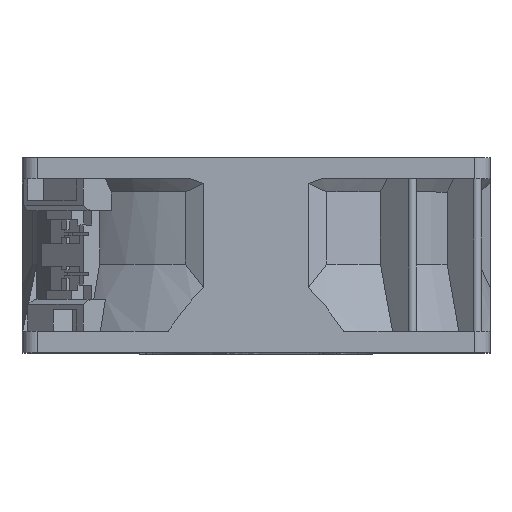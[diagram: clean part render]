
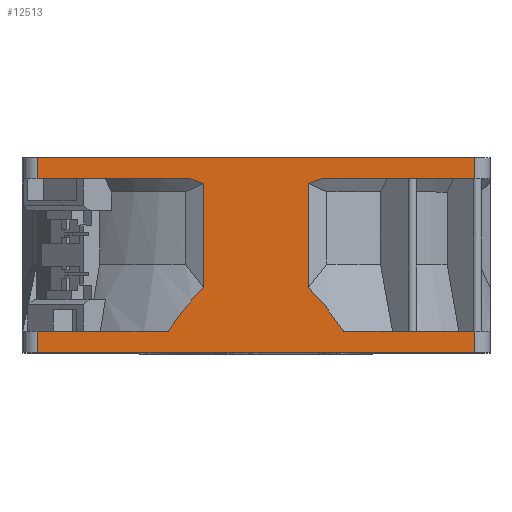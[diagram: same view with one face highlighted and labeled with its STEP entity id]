
A CAD part, top view. The second image highlights one B-rep face of the part: STEP entity #12513.
In plain terms, the highlighted planar face has unit normal (0, 0, 1).
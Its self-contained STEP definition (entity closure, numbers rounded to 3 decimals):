
#1441=DIRECTION('',(1.,0.,0.));
#1442=VECTOR('',#1441,86.);
#1443=CARTESIAN_POINT('',(-43.,20.75,46.));
#1444=LINE('',#1443,#1442);
#1445=DIRECTION('',(-1.,0.,0.));
#1446=VECTOR('',#1445,30.147);
#1447=CARTESIAN_POINT('',(43.,16.6,46.));
#1448=LINE('',#1447,#1446);
#1449=DIRECTION('',(1.,0.,0.));
#1450=VECTOR('',#1449,25.752);
#1451=CARTESIAN_POINT('',(17.248,-13.4,46.));
#1452=LINE('',#1451,#1450);
#1453=DIRECTION('',(-1.,0.,0.));
#1454=VECTOR('',#1453,86.);
#1455=CARTESIAN_POINT('',(43.,-17.55,46.));
#1456=LINE('',#1455,#1454);
#1457=DIRECTION('',(1.,0.,0.));
#1458=VECTOR('',#1457,25.752);
#1459=CARTESIAN_POINT('',(-43.,-13.4,46.));
#1460=LINE('',#1459,#1458);
#1461=DIRECTION('',(-1.,0.,0.));
#1462=VECTOR('',#1461,30.147);
#1463=CARTESIAN_POINT('',(-12.853,16.6,46.));
#1464=LINE('',#1463,#1462);
#2225=DIRECTION('',(0.,1.,0.));
#2226=VECTOR('',#2225,4.15);
#2227=CARTESIAN_POINT('',(43.,16.6,46.));
#2228=LINE('',#2227,#2226);
#2333=DIRECTION('',(0.,-1.,0.));
#2334=VECTOR('',#2333,4.15);
#2335=CARTESIAN_POINT('',(-43.,20.75,46.));
#2336=LINE('',#2335,#2334);
#2836=CARTESIAN_POINT('',(-12.853,16.6,46.));
#2837=CARTESIAN_POINT('',(-12.56,16.481,46.));
#2838=CARTESIAN_POINT('',(-11.979,16.251,46.));
#2839=CARTESIAN_POINT('',(-11.117,15.932,46.));
#2840=CARTESIAN_POINT('',(-10.547,15.736,46.));
#2841=CARTESIAN_POINT('',(-10.263,15.642,46.));
#2855=DIRECTION('',(0.,1.,0.));
#2856=VECTOR('',#2855,20.466);
#2857=CARTESIAN_POINT('',(-10.263,-4.824,46.));
#2858=LINE('',#2857,#2856);
#2866=CARTESIAN_POINT('',(-10.263,-4.824,46.));
#2867=CARTESIAN_POINT('',(-11.046,-5.557,46.));
#2868=CARTESIAN_POINT('',(-12.604,-7.173,46.));
#2869=CARTESIAN_POINT('',(-14.93,-10.041,46.));
#2870=CARTESIAN_POINT('',(-16.475,-12.234,46.));
#2871=CARTESIAN_POINT('',(-17.248,-13.4,46.));
#5826=DIRECTION('',(0.,-1.,0.));
#5827=VECTOR('',#5826,4.15);
#5828=CARTESIAN_POINT('',(-43.,-13.4,46.));
#5829=LINE('',#5828,#5827);
#6740=DIRECTION('',(0.,1.,0.));
#6741=VECTOR('',#6740,4.15);
#6742=CARTESIAN_POINT('',(43.,-17.55,46.));
#6743=LINE('',#6742,#6741);
#6809=CARTESIAN_POINT('',(17.248,-13.4,46.));
#6810=CARTESIAN_POINT('',(16.475,-12.234,46.));
#6811=CARTESIAN_POINT('',(14.93,-10.041,46.));
#6812=CARTESIAN_POINT('',(12.605,-7.174,46.));
#6813=CARTESIAN_POINT('',(11.047,-5.557,46.));
#6814=CARTESIAN_POINT('',(10.263,-4.824,46.));
#6835=DIRECTION('',(0.,1.,0.));
#6836=VECTOR('',#6835,20.466);
#6837=CARTESIAN_POINT('',(10.263,-4.824,46.));
#6838=LINE('',#6837,#6836);
#6846=CARTESIAN_POINT('',(10.263,15.642,46.));
#6847=CARTESIAN_POINT('',(10.547,15.736,46.));
#6848=CARTESIAN_POINT('',(11.117,15.932,46.));
#6849=CARTESIAN_POINT('',(11.979,16.251,46.));
#6850=CARTESIAN_POINT('',(12.56,16.481,46.));
#6851=CARTESIAN_POINT('',(12.853,16.6,46.));
#9132=CARTESIAN_POINT('',(-43.,-17.55,46.));
#9134=VERTEX_POINT('',#9132);
#9135=CARTESIAN_POINT('',(43.,-17.55,46.));
#9137=VERTEX_POINT('',#9135);
#9286=CARTESIAN_POINT('',(43.,-13.4,46.));
#9288=VERTEX_POINT('',#9286);
#9289=CARTESIAN_POINT('',(-43.,-13.4,46.));
#9291=VERTEX_POINT('',#9289);
#9400=CARTESIAN_POINT('',(43.,20.75,46.));
#9402=VERTEX_POINT('',#9400);
#9403=CARTESIAN_POINT('',(-43.,20.75,46.));
#9405=VERTEX_POINT('',#9403);
#9554=CARTESIAN_POINT('',(-43.,16.6,46.));
#9556=VERTEX_POINT('',#9554);
#9557=CARTESIAN_POINT('',(43.,16.6,46.));
#9559=VERTEX_POINT('',#9557);
#10578=VERTEX_POINT('',#6846);
#10579=VERTEX_POINT('',#6851);
#10586=VERTEX_POINT('',#2836);
#10587=VERTEX_POINT('',#2841);
#10594=VERTEX_POINT('',#6809);
#10595=VERTEX_POINT('',#6814);
#10602=VERTEX_POINT('',#2866);
#10603=VERTEX_POINT('',#2871);
#12477=CARTESIAN_POINT('',(25.,-17.55,46.));
#12478=DIRECTION('',(0.,0.,-1.));
#12479=DIRECTION('',(1.,0.,0.));
#12480=AXIS2_PLACEMENT_3D('',#12477,#12478,#12479);
#12481=PLANE('',#12480);
#12483=ORIENTED_EDGE('',*,*,#12482,.T.);
#12485=ORIENTED_EDGE('',*,*,#12484,.F.);
#12487=ORIENTED_EDGE('',*,*,#12486,.T.);
#12489=ORIENTED_EDGE('',*,*,#12488,.F.);
#12491=ORIENTED_EDGE('',*,*,#12490,.F.);
#12493=ORIENTED_EDGE('',*,*,#12492,.F.);
#12494=ORIENTED_EDGE('',*,*,#12228,.T.);
#12496=ORIENTED_EDGE('',*,*,#12495,.F.);
#12497=ORIENTED_EDGE('',*,*,#11844,.T.);
#12499=ORIENTED_EDGE('',*,*,#12498,.F.);
#12500=ORIENTED_EDGE('',*,*,#12266,.T.);
#12502=ORIENTED_EDGE('',*,*,#12501,.F.);
#12504=ORIENTED_EDGE('',*,*,#12503,.T.);
#12506=ORIENTED_EDGE('',*,*,#12505,.F.);
#12508=ORIENTED_EDGE('',*,*,#12507,.T.);
#12510=ORIENTED_EDGE('',*,*,#12509,.F.);
#12511=EDGE_LOOP('',(#12483,#12485,#12487,#12489,#12491,#12493,#12494,#12496,
#12497,#12499,#12500,#12502,#12504,#12506,#12508,#12510));
#12512=FACE_OUTER_BOUND('',#12511,.F.);
#12513=ADVANCED_FACE('',(#12512),#12481,.F.);
#2842=B_SPLINE_CURVE_WITH_KNOTS('',3,(#2836,#2837,#2838,#2839,#2840,#2841),
.UNSPECIFIED.,.F.,.F.,(4,1,1,4),(0.,0.333,0.667,1.),
.UNSPECIFIED.);
#2872=B_SPLINE_CURVE_WITH_KNOTS('',3,(#2866,#2867,#2868,#2869,#2870,#2871),
.UNSPECIFIED.,.F.,.F.,(4,1,1,4),(0.,0.333,0.667,1.),
.UNSPECIFIED.);
#6815=B_SPLINE_CURVE_WITH_KNOTS('',3,(#6809,#6810,#6811,#6812,#6813,#6814),
.UNSPECIFIED.,.F.,.F.,(4,1,1,4),(0.,0.333,0.667,1.),
.UNSPECIFIED.);
#6852=B_SPLINE_CURVE_WITH_KNOTS('',3,(#6846,#6847,#6848,#6849,#6850,#6851),
.UNSPECIFIED.,.F.,.F.,(4,1,1,4),(0.,0.333,0.667,1.),
.UNSPECIFIED.);
#11844=EDGE_CURVE('',#9137,#9134,#1456,.T.);
#12228=EDGE_CURVE('',#10594,#9288,#1452,.T.);
#12266=EDGE_CURVE('',#9291,#10603,#1460,.T.);
#12482=EDGE_CURVE('',#9405,#9402,#1444,.T.);
#12484=EDGE_CURVE('',#9559,#9402,#2228,.T.);
#12486=EDGE_CURVE('',#9559,#10579,#1448,.T.);
#12488=EDGE_CURVE('',#10578,#10579,#6852,.T.);
#12490=EDGE_CURVE('',#10595,#10578,#6838,.T.);
#12492=EDGE_CURVE('',#10594,#10595,#6815,.T.);
#12495=EDGE_CURVE('',#9137,#9288,#6743,.T.);
#12498=EDGE_CURVE('',#9291,#9134,#5829,.T.);
#12501=EDGE_CURVE('',#10602,#10603,#2872,.T.);
#12503=EDGE_CURVE('',#10602,#10587,#2858,.T.);
#12505=EDGE_CURVE('',#10586,#10587,#2842,.T.);
#12507=EDGE_CURVE('',#10586,#9556,#1464,.T.);
#12509=EDGE_CURVE('',#9405,#9556,#2336,.T.);
